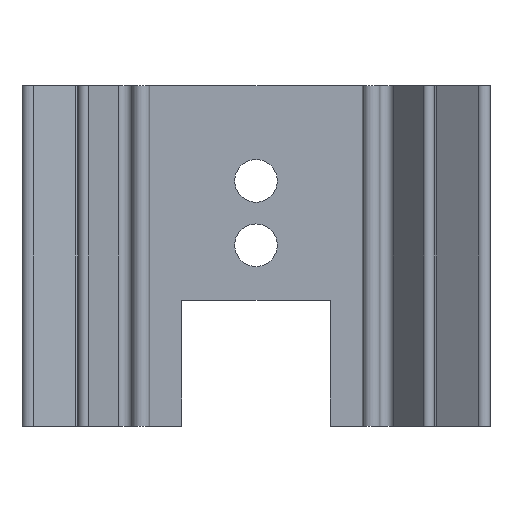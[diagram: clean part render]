
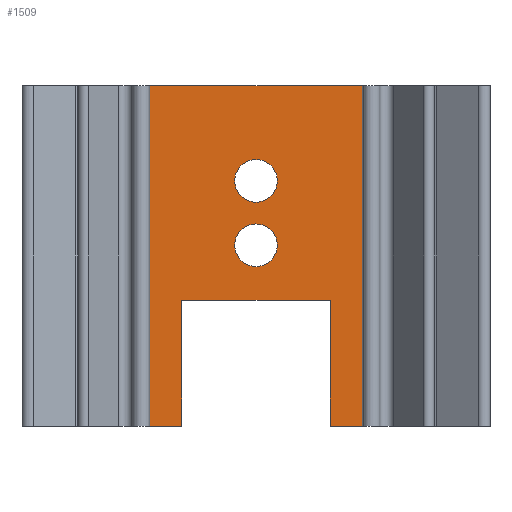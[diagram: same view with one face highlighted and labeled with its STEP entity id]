
A CAD part, front view. The second image highlights one B-rep face of the part: STEP entity #1509.
In plain terms, the highlighted planar face has unit normal (0, -1, 0).
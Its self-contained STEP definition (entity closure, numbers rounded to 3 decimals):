
#80 = VERTEX_POINT('',#81);
#81 = CARTESIAN_POINT('',(-5.55,-0.785,0.));
#87 = EDGE_CURVE('',#80,#88,#90,.T.);
#88 = VERTEX_POINT('',#89);
#89 = CARTESIAN_POINT('',(-7.94,-0.785,0.));
#90 = LINE('',#91,#92);
#91 = CARTESIAN_POINT('',(7.94,-0.785,0.));
#92 = VECTOR('',#93,1.);
#93 = DIRECTION('',(-1.,0.,-0.));
#692 = VERTEX_POINT('',#693);
#693 = CARTESIAN_POINT('',(-7.94,-0.785,25.4));
#699 = EDGE_CURVE('',#692,#700,#702,.T.);
#700 = VERTEX_POINT('',#701);
#701 = CARTESIAN_POINT('',(7.94,-0.785,25.4));
#702 = LINE('',#703,#704);
#703 = CARTESIAN_POINT('',(-12.5,-0.785,25.4));
#704 = VECTOR('',#705,1.);
#705 = DIRECTION('',(1.,0.,0.));
#1499 = EDGE_CURVE('',#88,#692,#1500,.T.);
#1500 = LINE('',#1501,#1502);
#1501 = CARTESIAN_POINT('',(-7.94,-0.785,0.));
#1502 = VECTOR('',#1503,1.);
#1503 = DIRECTION('',(0.,0.,1.));
#1509 = ADVANCED_FACE('',(#1510,#1553,#1564),#1575,.T.);
#1510 = FACE_BOUND('',#1511,.F.);
#1511 = EDGE_LOOP('',(#1512,#1520,#1521,#1522,#1523,#1531,#1539,#1547));
#1512 = ORIENTED_EDGE('',*,*,#1513,.T.);
#1513 = EDGE_CURVE('',#1514,#80,#1516,.T.);
#1514 = VERTEX_POINT('',#1515);
#1515 = CARTESIAN_POINT('',(-5.55,-0.785,9.4));
#1516 = LINE('',#1517,#1518);
#1517 = CARTESIAN_POINT('',(-5.55,-0.785,9.4));
#1518 = VECTOR('',#1519,1.);
#1519 = DIRECTION('',(0.,0.,-1.));
#1520 = ORIENTED_EDGE('',*,*,#87,.T.);
#1521 = ORIENTED_EDGE('',*,*,#1499,.T.);
#1522 = ORIENTED_EDGE('',*,*,#699,.T.);
#1523 = ORIENTED_EDGE('',*,*,#1524,.F.);
#1524 = EDGE_CURVE('',#1525,#700,#1527,.T.);
#1525 = VERTEX_POINT('',#1526);
#1526 = CARTESIAN_POINT('',(7.94,-0.785,0.));
#1527 = LINE('',#1528,#1529);
#1528 = CARTESIAN_POINT('',(7.94,-0.785,0.));
#1529 = VECTOR('',#1530,1.);
#1530 = DIRECTION('',(0.,0.,1.));
#1531 = ORIENTED_EDGE('',*,*,#1532,.T.);
#1532 = EDGE_CURVE('',#1525,#1533,#1535,.T.);
#1533 = VERTEX_POINT('',#1534);
#1534 = CARTESIAN_POINT('',(5.55,-0.785,0.));
#1535 = LINE('',#1536,#1537);
#1536 = CARTESIAN_POINT('',(7.94,-0.785,0.));
#1537 = VECTOR('',#1538,1.);
#1538 = DIRECTION('',(-1.,0.,-0.));
#1539 = ORIENTED_EDGE('',*,*,#1540,.T.);
#1540 = EDGE_CURVE('',#1533,#1541,#1543,.T.);
#1541 = VERTEX_POINT('',#1542);
#1542 = CARTESIAN_POINT('',(5.55,-0.785,9.4));
#1543 = LINE('',#1544,#1545);
#1544 = CARTESIAN_POINT('',(5.55,-0.785,0.));
#1545 = VECTOR('',#1546,1.);
#1546 = DIRECTION('',(0.,0.,1.));
#1547 = ORIENTED_EDGE('',*,*,#1548,.T.);
#1548 = EDGE_CURVE('',#1541,#1514,#1549,.T.);
#1549 = LINE('',#1550,#1551);
#1550 = CARTESIAN_POINT('',(5.55,-0.785,9.4));
#1551 = VECTOR('',#1552,1.);
#1552 = DIRECTION('',(-1.,0.,0.));
#1553 = FACE_BOUND('',#1554,.F.);
#1554 = EDGE_LOOP('',(#1555));
#1555 = ORIENTED_EDGE('',*,*,#1556,.T.);
#1556 = EDGE_CURVE('',#1557,#1557,#1559,.T.);
#1557 = VERTEX_POINT('',#1558);
#1558 = CARTESIAN_POINT('',(1.59,-0.785,13.5));
#1559 = CIRCLE('',#1560,1.59);
#1560 = AXIS2_PLACEMENT_3D('',#1561,#1562,#1563);
#1561 = CARTESIAN_POINT('',(0.,-0.785,13.5));
#1562 = DIRECTION('',(0.,-1.,0.));
#1563 = DIRECTION('',(1.,0.,0.));
#1564 = FACE_BOUND('',#1565,.F.);
#1565 = EDGE_LOOP('',(#1566));
#1566 = ORIENTED_EDGE('',*,*,#1567,.T.);
#1567 = EDGE_CURVE('',#1568,#1568,#1570,.T.);
#1568 = VERTEX_POINT('',#1569);
#1569 = CARTESIAN_POINT('',(1.59,-0.785,18.3));
#1570 = CIRCLE('',#1571,1.59);
#1571 = AXIS2_PLACEMENT_3D('',#1572,#1573,#1574);
#1572 = CARTESIAN_POINT('',(0.,-0.785,18.3));
#1573 = DIRECTION('',(0.,-1.,0.));
#1574 = DIRECTION('',(1.,0.,0.));
#1575 = PLANE('',#1576);
#1576 = AXIS2_PLACEMENT_3D('',#1577,#1578,#1579);
#1577 = CARTESIAN_POINT('',(0.,-0.785,32.5));
#1578 = DIRECTION('',(-0.,-1.,0.));
#1579 = DIRECTION('',(0.,0.,-1.));
